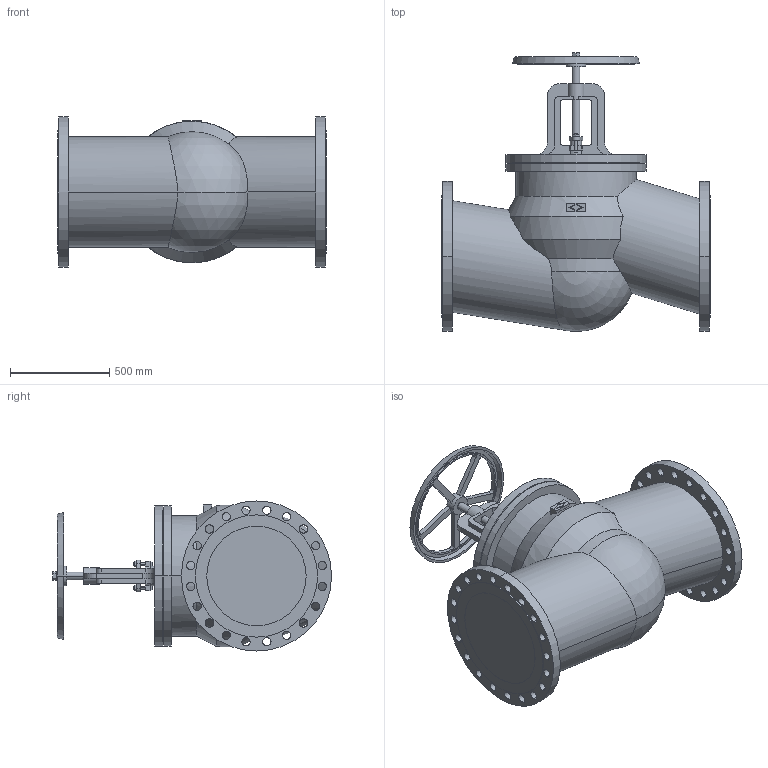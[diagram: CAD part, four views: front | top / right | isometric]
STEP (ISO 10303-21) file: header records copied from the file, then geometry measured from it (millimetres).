
FILE_DESCRIPTION(('OneSpaceDesigner STEP Export'),'2;1');
FILE_NAME('c000002068.stp','2005-12-02T11:13:06',(''),(''),'OneSpace Designer STEP processor for AP203 (Solid Model)','OneSpace Designer 13.20A 18-Aug-2005 (C) CoCreate Software GmbH','');
FILE_SCHEMA(('CONFIG_CONTROL_DESIGN'));
Length unit declared in the file: millimetre
Products named in the file (1): 1
Bounding box: 1350 x 1403.79 x 755 mm (x, y, z)
Volume: 479391095.4 mm3; surface area: 5889050.9 mm2
Topology: 1 solids, 1 shells, 336 faces, 921 edges, 600 vertices
Faces by surface type: cylinder 173, plane 139, cone 22, sphere 2
Entity records: 10618 total; most frequent: CARTESIAN_POINT 2459, ORIENTED_EDGE 1838, DIRECTION 1467, EDGE_CURVE 919, VERTEX_POINT 600, AXIS2_PLACEMENT_3D 495, VECTOR 477, LINE 477
